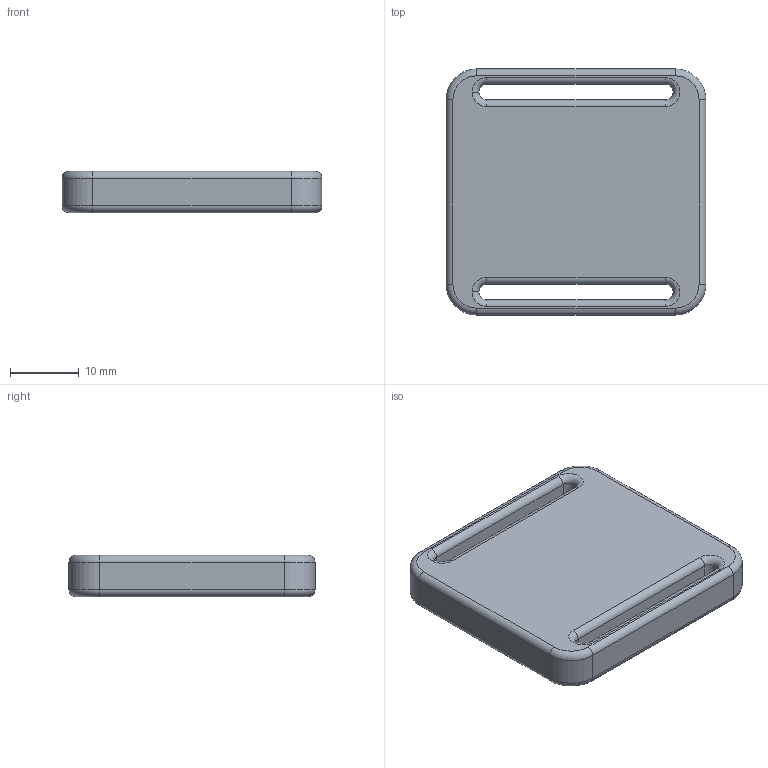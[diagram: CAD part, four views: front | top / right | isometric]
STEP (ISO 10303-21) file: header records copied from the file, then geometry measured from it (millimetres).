
FILE_DESCRIPTION (( 'STEP AP214' ), '1' );
FILE_NAME ('Watchy_Battery_Case.STEP', '2021-03-07T20:48:31', ( '砐錪賧瘔蠈錪 Windows' ), ( '' ), 'SwSTEP 2.0', 'SolidWorks 2018', '' );
FILE_SCHEMA (( 'AUTOMOTIVE_DESIGN' ));
Length unit declared in the file: millimetre
Products named in the file (1): Watchy_Battery_Case
Bounding box: 37.8 x 35.79 x 6 mm (x, y, z)
Volume: 3224.1 mm3; surface area: 4357.5 mm2
Topology: 1 solids, 1 shells, 67 faces, 156 edges, 91 vertices
Faces by surface type: cylinder 27, torus 22, plane 18
Entity records: 1956 total; most frequent: DIRECTION 364, CARTESIAN_POINT 347, ORIENTED_EDGE 312, EDGE_CURVE 156, AXIS2_PLACEMENT_3D 146, VERTEX_POINT 91, CIRCLE 78, LINE 72
